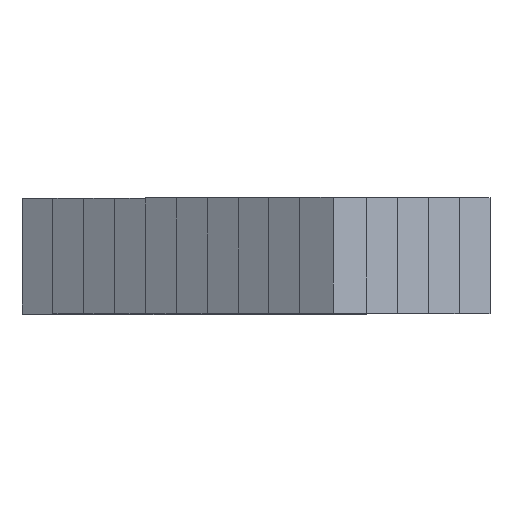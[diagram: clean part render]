
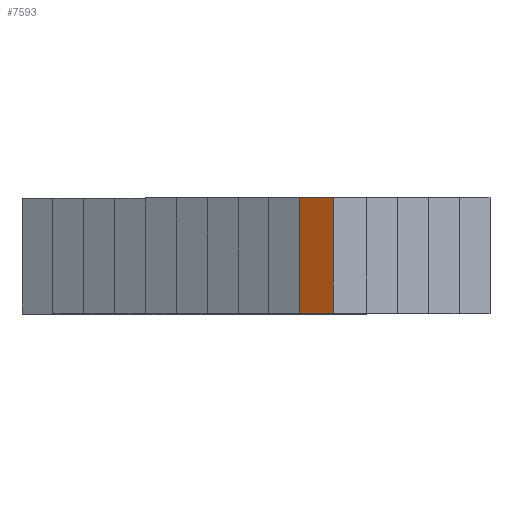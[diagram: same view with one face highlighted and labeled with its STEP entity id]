
A CAD part, top view. The second image highlights one B-rep face of the part: STEP entity #7593.
In plain terms, the highlighted planar face has unit normal (-0.5, 0, 0.866).
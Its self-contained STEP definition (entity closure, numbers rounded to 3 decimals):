
#1580=ORIENTED_EDGE('',*,*,#2566,.T.);
#1581=ORIENTED_EDGE('',*,*,#3092,.F.);
#1582=ORIENTED_EDGE('',*,*,#2210,.F.);
#1583=ORIENTED_EDGE('',*,*,#2939,.T.);
#2210=EDGE_CURVE('',#3276,#3277,#4000,.T.);
#2566=EDGE_CURVE('',#3632,#3631,#4356,.T.);
#2939=EDGE_CURVE('',#3276,#3632,#4729,.T.);
#3092=EDGE_CURVE('',#3277,#3631,#4882,.T.);
#3276=VERTEX_POINT('',#10009);
#3277=VERTEX_POINT('',#10011);
#3631=VERTEX_POINT('',#10721);
#3632=VERTEX_POINT('',#10723);
#4000=LINE('',#10010,#5074);
#4356=LINE('',#10722,#5430);
#4729=LINE('',#11466,#5803);
#4882=LINE('',#11772,#5956);
#5074=VECTOR('',#8181,1000.);
#5430=VECTOR('',#8539,1000.);
#5803=VECTOR('',#9018,1000.);
#5956=VECTOR('',#9477,1000.);
#6413=EDGE_LOOP('',(#1580,#1581,#1582,#1583));
#6873=FACE_BOUND('',#6413,.T.);
#7233=PLANE('',#7966);
#7593=ADVANCED_FACE('',(#6873),#7233,.F.);
#7966=AXIS2_PLACEMENT_3D('',#11771,#9475,#9476);
#8181=DIRECTION('',(0.866,0.,0.5));
#8539=DIRECTION('',(0.866,0.,0.5));
#9018=DIRECTION('',(0.,-1.,0.));
#9475=DIRECTION('',(0.5,0.,-0.866));
#9476=DIRECTION('',(-0.866,0.,-0.5));
#9477=DIRECTION('',(0.,-1.,0.));
#10009=CARTESIAN_POINT('',(-4.33,15.,61.));
#10010=CARTESIAN_POINT('',(-2.165,15.,62.25));
#10011=CARTESIAN_POINT('',(0.,15.,63.5));
#10721=CARTESIAN_POINT('',(0.,0.,63.5));
#10722=CARTESIAN_POINT('',(-2.165,0.,62.25));
#10723=CARTESIAN_POINT('',(-4.33,0.,61.));
#11466=CARTESIAN_POINT('',(-4.33,15.,61.));
#11771=CARTESIAN_POINT('',(-2.165,15.,62.25));
#11772=CARTESIAN_POINT('',(0.,15.,63.5));
